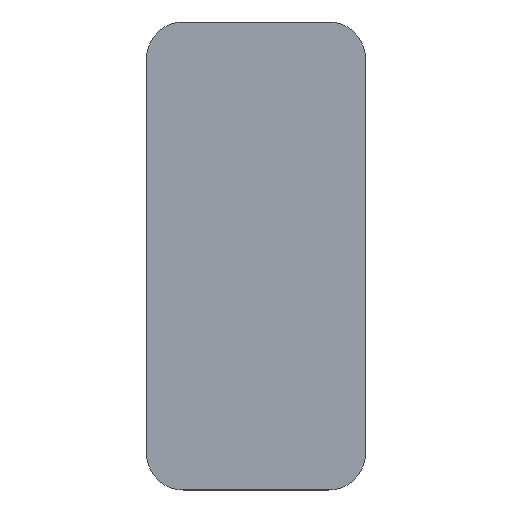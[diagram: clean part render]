
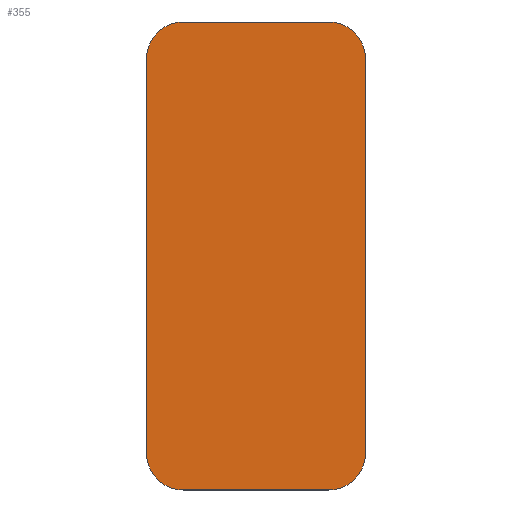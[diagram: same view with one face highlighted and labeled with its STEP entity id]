
A CAD part, top view. The second image highlights one B-rep face of the part: STEP entity #355.
In plain terms, the highlighted planar face has unit normal (0, 0, 1).
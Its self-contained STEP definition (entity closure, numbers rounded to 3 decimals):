
#2 = EDGE_CURVE ( 'NONE', #89, #55, #265, .T. ) ;
#10 = CARTESIAN_POINT ( 'NONE',  ( 23.75, 76.4, 0.1 ) ) ;
#12 = AXIS2_PLACEMENT_3D ( 'NONE', #90, #179, #295 ) ;
#26 = DIRECTION ( 'NONE',  ( -1., 0., 0. ) ) ;
#28 = CARTESIAN_POINT ( 'NONE',  ( 23.75, -76.4, 0.1 ) ) ;
#31 = CIRCLE ( 'NONE', #120, 12. ) ;
#33 = EDGE_CURVE ( 'NONE', #362, #231, #31, .T. ) ;
#35 = CIRCLE ( 'NONE', #215, 12. ) ;
#36 = CARTESIAN_POINT ( 'NONE',  ( -23.75, -76.4, 0.1 ) ) ;
#42 = CARTESIAN_POINT ( 'NONE',  ( 35.75, -64.4, 0.1 ) ) ;
#51 = CARTESIAN_POINT ( 'NONE',  ( 23.75, 76.4, 0.1 ) ) ;
#53 = EDGE_CURVE ( 'NONE', #89, #166, #216, .T. ) ;
#55 = VERTEX_POINT ( 'NONE', #100 ) ;
#63 = ORIENTED_EDGE ( 'NONE', *, *, #33, .T. ) ;
#74 = CIRCLE ( 'NONE', #289, 12. ) ;
#77 = DIRECTION ( 'NONE',  ( 1., 0., 0. ) ) ;
#84 = VERTEX_POINT ( 'NONE', #349 ) ;
#89 = VERTEX_POINT ( 'NONE', #28 ) ;
#90 = CARTESIAN_POINT ( 'NONE',  ( 23.75, -64.4, 0.1 ) ) ;
#95 = VERTEX_POINT ( 'NONE', #97 ) ;
#97 = CARTESIAN_POINT ( 'NONE',  ( -35.75, 64.4, 0.1 ) ) ;
#100 = CARTESIAN_POINT ( 'NONE',  ( 35.75, -64.4, 0.1 ) ) ;
#104 = VECTOR ( 'NONE', #181, 1000. ) ;
#105 = DIRECTION ( 'NONE',  ( 0., 0., -1. ) ) ;
#120 = AXIS2_PLACEMENT_3D ( 'NONE', #208, #269, #241 ) ;
#130 = DIRECTION ( 'NONE',  ( -1., 0., 0. ) ) ;
#134 = CARTESIAN_POINT ( 'NONE',  ( 35.75, 64.4, 0.1 ) ) ;
#140 = ORIENTED_EDGE ( 'NONE', *, *, #2, .T. ) ;
#150 = EDGE_LOOP ( 'NONE', ( #140, #319, #63, #268, #365, #338, #347, #345 ) ) ;
#154 = VERTEX_POINT ( 'NONE', #213 ) ;
#159 = EDGE_CURVE ( 'NONE', #154, #95, #346, .T. ) ;
#160 = FACE_OUTER_BOUND ( 'NONE', #150, .T. ) ;
#163 = PLANE ( 'NONE',  #360 ) ;
#166 = VERTEX_POINT ( 'NONE', #36 ) ;
#167 = DIRECTION ( 'NONE',  ( 1., 0., 0. ) ) ;
#179 = DIRECTION ( 'NONE',  ( 0., 0., 1. ) ) ;
#181 = DIRECTION ( 'NONE',  ( 0., 1., 0. ) ) ;
#182 = VECTOR ( 'NONE', #321, 1000. ) ;
#193 = LINE ( 'NONE', #42, #203 ) ;
#203 = VECTOR ( 'NONE', #329, 1000. ) ;
#208 = CARTESIAN_POINT ( 'NONE',  ( 23.75, 64.4, 0.1 ) ) ;
#213 = CARTESIAN_POINT ( 'NONE',  ( -35.75, -64.4, 0.1 ) ) ;
#215 = AXIS2_PLACEMENT_3D ( 'NONE', #357, #105, #26 ) ;
#216 = LINE ( 'NONE', #327, #182 ) ;
#229 = EDGE_CURVE ( 'NONE', #84, #95, #74, .T. ) ;
#230 = VECTOR ( 'NONE', #130, 1000. ) ;
#231 = VERTEX_POINT ( 'NONE', #51 ) ;
#241 = DIRECTION ( 'NONE',  ( 1., 0., 0. ) ) ;
#265 = CIRCLE ( 'NONE', #12, 12. ) ;
#268 = ORIENTED_EDGE ( 'NONE', *, *, #342, .T. ) ;
#269 = DIRECTION ( 'NONE',  ( 0., 0., 1. ) ) ;
#283 = DIRECTION ( 'NONE',  ( 0., 0., 1. ) ) ;
#284 = EDGE_CURVE ( 'NONE', #55, #362, #193, .T. ) ;
#289 = AXIS2_PLACEMENT_3D ( 'NONE', #359, #283, #167 ) ;
#295 = DIRECTION ( 'NONE',  ( 1., 0., 0. ) ) ;
#306 = EDGE_CURVE ( 'NONE', #166, #154, #35, .T. ) ;
#311 = DIRECTION ( 'NONE',  ( 0., 0., 1. ) ) ;
#319 = ORIENTED_EDGE ( 'NONE', *, *, #284, .T. ) ;
#321 = DIRECTION ( 'NONE',  ( -1., 0., 0. ) ) ;
#324 = CARTESIAN_POINT ( 'NONE',  ( -35.75, -64.4, 0.1 ) ) ;
#327 = CARTESIAN_POINT ( 'NONE',  ( 23.75, -76.4, 0.1 ) ) ;
#329 = DIRECTION ( 'NONE',  ( 0., 1., 0. ) ) ;
#330 = LINE ( 'NONE', #10, #230 ) ;
#338 = ORIENTED_EDGE ( 'NONE', *, *, #159, .F. ) ;
#342 = EDGE_CURVE ( 'NONE', #231, #84, #330, .T. ) ;
#345 = ORIENTED_EDGE ( 'NONE', *, *, #53, .F. ) ;
#346 = LINE ( 'NONE', #324, #104 ) ;
#347 = ORIENTED_EDGE ( 'NONE', *, *, #306, .F. ) ;
#349 = CARTESIAN_POINT ( 'NONE',  ( -23.75, 76.4, 0.1 ) ) ;
#355 = ADVANCED_FACE ( 'NONE', ( #160 ), #163, .T. ) ;
#356 = CARTESIAN_POINT ( 'NONE',  ( 23.75, -64.4, 0.1 ) ) ;
#357 = CARTESIAN_POINT ( 'NONE',  ( -23.75, -64.4, 0.1 ) ) ;
#359 = CARTESIAN_POINT ( 'NONE',  ( -23.75, 64.4, 0.1 ) ) ;
#360 = AXIS2_PLACEMENT_3D ( 'NONE', #356, #311, #77 ) ;
#362 = VERTEX_POINT ( 'NONE', #134 ) ;
#365 = ORIENTED_EDGE ( 'NONE', *, *, #229, .T. ) ;
